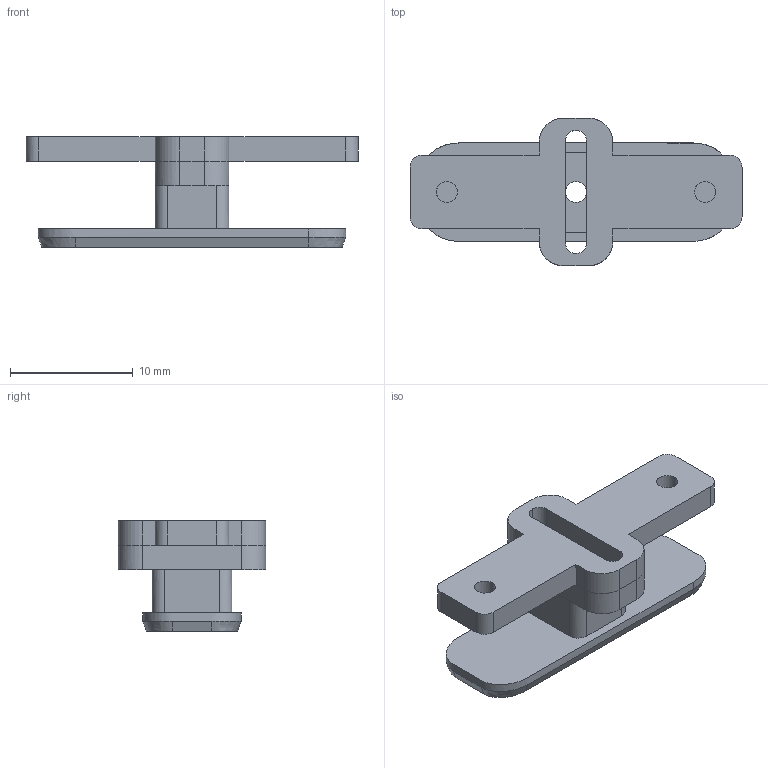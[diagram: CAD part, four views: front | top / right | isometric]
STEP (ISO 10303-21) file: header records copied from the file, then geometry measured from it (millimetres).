
FILE_DESCRIPTION(/* description */ (''),/* implementation_level */ '2;1');
FILE_NAME(/* name */ '瞳距调节源文件',/* time_stamp */ '2023-09-10T15:00:52+08:00',/* author */ (''),/* organization */ (''),/* preprocessor_version */ 'ST-DEVELOPER v16.5',/* originating_system */ '',/* authorisation */ '');
FILE_SCHEMA (('AUTOMOTIVE_DESIGN'));
Length unit declared in the file: millimetre
Products named in the file (1): Document
Bounding box: 27 x 12 x 9 mm (x, y, z)
Volume: 834.7 mm3; surface area: 1247.6 mm2
Topology: 2 solids, 2 shells, 78 faces, 194 edges, 122 vertices
Faces by surface type: bspline 78
Entity records: 4775 total; most frequent: CARTESIAN_POINT 2492, ORIENTED_EDGE 388, PCURVE 388, DEFINITIONAL_REPRESENTATION 388, B_SPLINE_CURVE_WITH_KNOTS 315, SURFACE_CURVE 194, EDGE_CURVE 194, VERTEX_POINT 122
